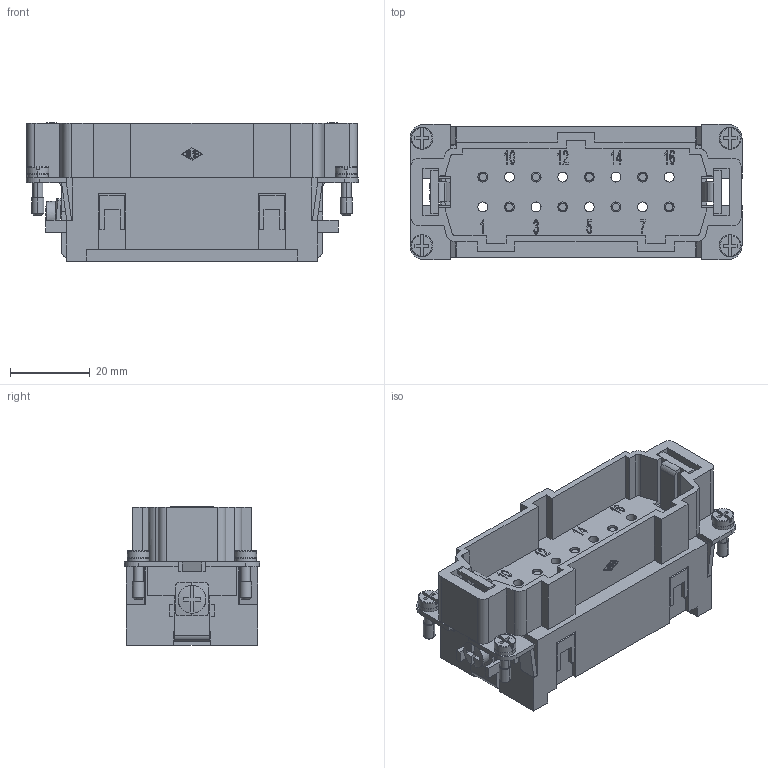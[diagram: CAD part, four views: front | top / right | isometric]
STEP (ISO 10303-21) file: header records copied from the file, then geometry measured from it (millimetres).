
FILE_DESCRIPTION((''),'2;1');
FILE_NAME('CMCEM 06.stp','2006-10-31T16:08:32',('gembarski'),(''),'Autodesk Inventor 7','Autodesk Inventor 7','');
FILE_SCHEMA(('AUTOMOTIVE_DESIGN { 1 0 10303 214 1 1 1 1 }'));
Length unit declared in the file: millimetre
Products named in the file (1): CMCEM 06
Bounding box: 83.5 x 34 x 34.9 mm (x, y, z)
Volume: 46370.9 mm3; surface area: 24120.6 mm2
Topology: 2 solids, 2 shells, 1014 faces, 2736 edges, 1799 vertices
Faces by surface type: plane 478, bspline 378, cylinder 126, torus 24, sphere 4, cone 4
Entity records: 33672 total; most frequent: CARTESIAN_POINT 9356, ORIENTED_EDGE 5476, DIRECTION 4253, EDGE_CURVE 2738, VECTOR 1905, LINE 1905, VERTEX_POINT 1799, AXIS2_PLACEMENT_3D 1174
